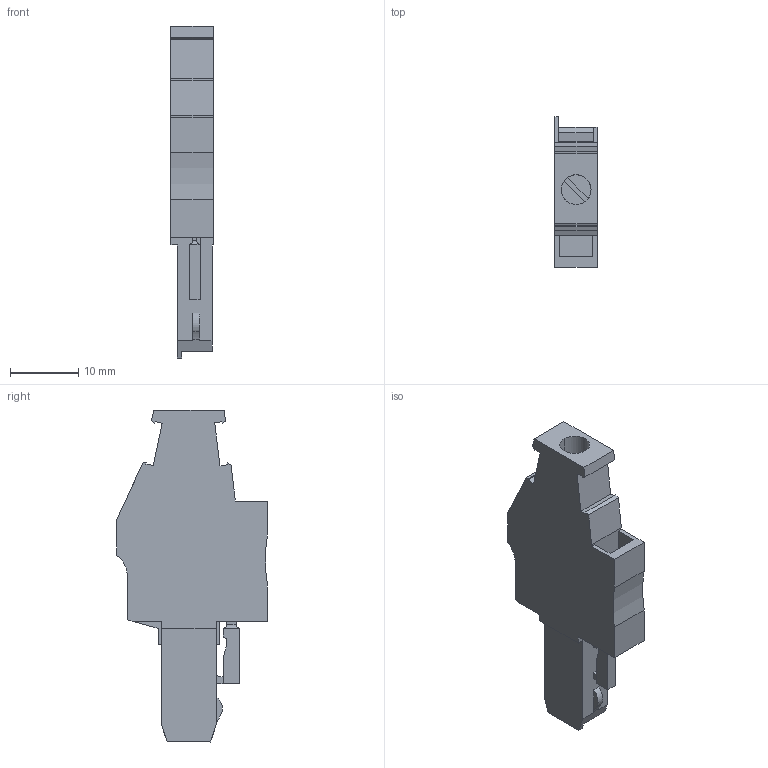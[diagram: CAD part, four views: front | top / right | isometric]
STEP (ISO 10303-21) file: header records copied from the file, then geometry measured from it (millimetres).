
FILE_DESCRIPTION(('Creo Elements/Direct Modeling STEP Export'),'2;1');
FILE_NAME('model.stp','2019-03-21T 0:19:57',(''),(''),'Creo Elements/Direct Modeling STEP processor for AP214 (Solid Model)','Creo Elements/Direct Modeling 20.1A 29-Sep-2018 (C) Parametric Technology GmbH','');
FILE_SCHEMA(('AUTOMOTIVE_DESIGN { 1 0 10303 214 1 1 1 1 }'));
Length unit declared in the file: millimetre
Products named in the file (2): UPBV_4_1-select
Assembly tree (1 placements, depth 2):
  UPBV_4_1-select
    UPBV_4_1-select
Bounding box: 6.15 x 22 x 48.48 mm (x, y, z)
Volume: 3149.1 mm3; surface area: 2897.6 mm2
Topology: 1 solids, 1 shells, 171 faces, 471 edges, 306 vertices
Faces by surface type: plane 127, cylinder 36, bspline 8
Entity records: 8613 total; most frequent: CARTESIAN_POINT 2647, ORIENTED_EDGE 942, DIRECTION 885, EDGE_CURVE 471, VECTOR 381, LINE 381, VERTEX_POINT 306, AXIS2_PLACEMENT_3D 252
